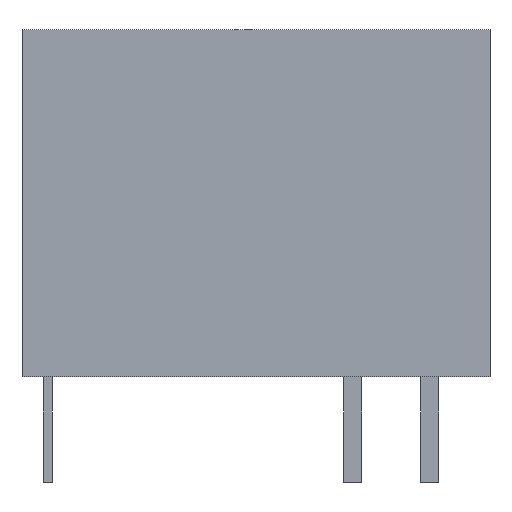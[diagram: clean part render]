
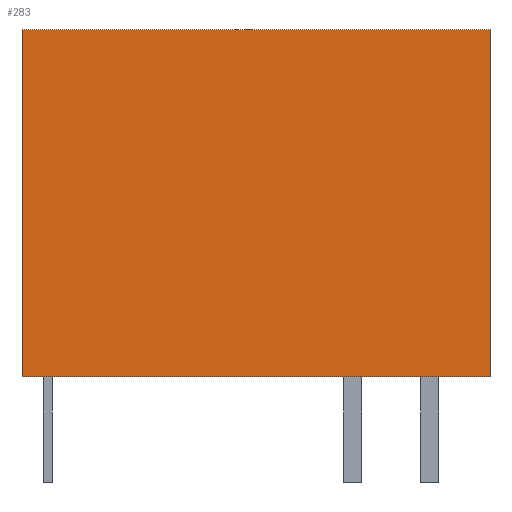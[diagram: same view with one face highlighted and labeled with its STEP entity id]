
A CAD part, front view. The second image highlights one B-rep face of the part: STEP entity #283.
In plain terms, the highlighted planar face has unit normal (0, -1, 0).
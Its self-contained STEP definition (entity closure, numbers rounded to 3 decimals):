
#283=ADVANCED_FACE('',(#569),#571,.T.);
#569=FACE_BOUND('',#570,.T.);
#570=EDGE_LOOP('',(#770,#771,#772,#773));
#571=PLANE('',#572);
#572=AXIS2_PLACEMENT_3D('',#573,#574,#575);
#573=CARTESIAN_POINT('',(0.,0.,0.));
#574=DIRECTION('',(0.,-1.,0.));
#575=DIRECTION('',(1.,0.,0.));
#770=ORIENTED_EDGE('',*,*,#814,.T.);
#771=ORIENTED_EDGE('',*,*,#890,.T.);
#772=ORIENTED_EDGE('',*,*,#891,.F.);
#773=ORIENTED_EDGE('',*,*,#892,.F.);
#814=EDGE_CURVE('',#898,#899,#900,.T.);
#890=EDGE_CURVE('',#899,#1026,#1027,.T.);
#891=EDGE_CURVE('',#1028,#1026,#1029,.T.);
#892=EDGE_CURVE('',#898,#1028,#1030,.T.);
#898=VERTEX_POINT('',#1038);
#899=VERTEX_POINT('',#1039);
#900=LINE('',#1040,#1041);
#1026=VERTEX_POINT('',#1318);
#1027=LINE('',#1319,#1320);
#1028=VERTEX_POINT('',#1322);
#1029=LINE('',#1323,#1324);
#1030=LINE('',#1326,#1327);
#1038=CARTESIAN_POINT('',(0.,0.,0.));
#1039=CARTESIAN_POINT('',(15.5,0.,0.));
#1040=CARTESIAN_POINT('',(0.,0.,0.));
#1041=VECTOR('',#1042,1.);
#1042=DIRECTION('',(1.,0.,0.));
#1318=CARTESIAN_POINT('',(15.5,0.,11.5));
#1319=CARTESIAN_POINT('',(15.5,0.,0.));
#1320=VECTOR('',#1321,1.);
#1321=DIRECTION('',(0.,0.,1.));
#1322=CARTESIAN_POINT('',(0.,0.,11.5));
#1323=CARTESIAN_POINT('',(0.,0.,11.5));
#1324=VECTOR('',#1325,1.);
#1325=DIRECTION('',(1.,0.,0.));
#1326=CARTESIAN_POINT('',(0.,0.,0.));
#1327=VECTOR('',#1328,1.);
#1328=DIRECTION('',(0.,0.,1.));
